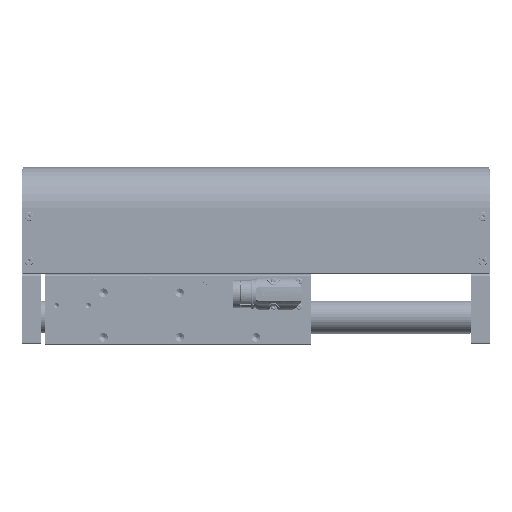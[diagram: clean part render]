
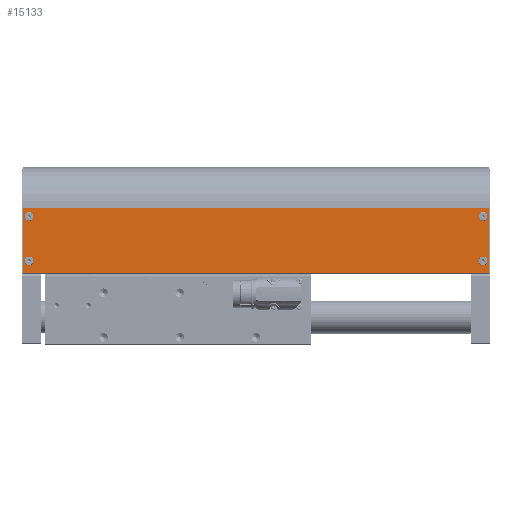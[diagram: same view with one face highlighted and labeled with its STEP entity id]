
A CAD part, top view. The second image highlights one B-rep face of the part: STEP entity #15133.
In plain terms, the highlighted face is planar.
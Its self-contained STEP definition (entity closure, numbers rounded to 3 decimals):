
#3253 = CARTESIAN_POINT ( 'NONE',  ( -32., -7., 7.4 ) ) ;
#6664 = ORIENTED_EDGE ( 'NONE', *, *, #11523, .F. ) ;
#6992 = VERTEX_POINT ( 'NONE', #34183 ) ;
#8903 = VERTEX_POINT ( 'NONE', #54114 ) ;
#9140 = ORIENTED_EDGE ( 'NONE', *, *, #75290, .T. ) ;
#9332 = DIRECTION ( 'NONE',  ( 0., 0., 1. ) ) ;
#9630 = CARTESIAN_POINT ( 'NONE',  ( -32., -7., 5. ) ) ;
#11523 = EDGE_CURVE ( 'NONE', #57040, #57040, #67124, .T. ) ;
#12142 = ORIENTED_EDGE ( 'NONE', *, *, #63266, .T. ) ;
#15059 = AXIS2_PLACEMENT_3D ( 'NONE', #73363, #29004, #42761 ) ;
#15133 = ADVANCED_FACE ( 'NONE', ( #52472, #21500, #41042, #46332, #77753 ), #65934, .F. ) ;
#15236 = ORIENTED_EDGE ( 'NONE', *, *, #24526, .F. ) ;
#15598 = EDGE_LOOP ( 'NONE', ( #6664 ) ) ;
#16319 = CARTESIAN_POINT ( 'NONE',  ( -32., 0., 367. ) ) ;
#16332 = VECTOR ( 'NONE', #44467, 1000. ) ;
#16886 = CIRCLE ( 'NONE', #39017, 2.4 ) ;
#18765 = CARTESIAN_POINT ( 'NONE',  ( -32., -42., 364.4 ) ) ;
#18850 = EDGE_CURVE ( 'NONE', #41640, #41640, #16886, .T. ) ;
#19631 = CARTESIAN_POINT ( 'NONE',  ( -32., 0., 0. ) ) ;
#20209 = EDGE_LOOP ( 'NONE', ( #43113 ) ) ;
#21500 = FACE_BOUND ( 'NONE', #15598, .T. ) ;
#22850 = DIRECTION ( 'NONE',  ( 0., 0., -1. ) ) ;
#23373 = DIRECTION ( 'NONE',  ( 0., 0., 1. ) ) ;
#24526 = EDGE_CURVE ( 'NONE', #52580, #52580, #79970, .T. ) ;
#24981 = CARTESIAN_POINT ( 'NONE',  ( -32., 0., 367. ) ) ;
#26507 = CARTESIAN_POINT ( 'NONE',  ( -32., -42., 7.4 ) ) ;
#28975 = EDGE_LOOP ( 'NONE', ( #15236 ) ) ;
#29004 = DIRECTION ( 'NONE',  ( -1., 0., 0. ) ) ;
#30331 = LINE ( 'NONE', #24981, #78274 ) ;
#33558 = ORIENTED_EDGE ( 'NONE', *, *, #55409, .F. ) ;
#33770 = ORIENTED_EDGE ( 'NONE', *, *, #44269, .T. ) ;
#34183 = CARTESIAN_POINT ( 'NONE',  ( -32., 0., 367. ) ) ;
#35520 = DIRECTION ( 'NONE',  ( 1., 0., 0. ) ) ;
#36396 = CARTESIAN_POINT ( 'NONE',  ( -32., -7., 364.4 ) ) ;
#36434 = DIRECTION ( 'NONE',  ( 0., -1., 0. ) ) ;
#39017 = AXIS2_PLACEMENT_3D ( 'NONE', #47376, #73863, #23373 ) ;
#39497 = DIRECTION ( 'NONE',  ( -1., 0., 0. ) ) ;
#40197 = DIRECTION ( 'NONE',  ( -1., 0., 0. ) ) ;
#40312 = CARTESIAN_POINT ( 'NONE',  ( -32., -42., 5. ) ) ;
#41042 = FACE_BOUND ( 'NONE', #20209, .T. ) ;
#41640 = VERTEX_POINT ( 'NONE', #36396 ) ;
#42754 = VECTOR ( 'NONE', #43642, 1000. ) ;
#42761 = DIRECTION ( 'NONE',  ( 0., 0., 1. ) ) ;
#43113 = ORIENTED_EDGE ( 'NONE', *, *, #18850, .F. ) ;
#43642 = DIRECTION ( 'NONE',  ( 0., 0., 1. ) ) ;
#44269 = EDGE_CURVE ( 'NONE', #55062, #8903, #55906, .T. ) ;
#44402 = VERTEX_POINT ( 'NONE', #51783 ) ;
#44467 = DIRECTION ( 'NONE',  ( 0., -1., 0. ) ) ;
#44937 = AXIS2_PLACEMENT_3D ( 'NONE', #64806, #35520, #78676 ) ;
#46332 = FACE_BOUND ( 'NONE', #60870, .T. ) ;
#47376 = CARTESIAN_POINT ( 'NONE',  ( -32., -7., 362. ) ) ;
#48027 = VECTOR ( 'NONE', #22850, 1000. ) ;
#49768 = CARTESIAN_POINT ( 'NONE',  ( -32., -51.5, 367. ) ) ;
#51783 = CARTESIAN_POINT ( 'NONE',  ( -32., -51.5, 367. ) ) ;
#52003 = DIRECTION ( 'NONE',  ( 0., 0., 1. ) ) ;
#52472 = FACE_OUTER_BOUND ( 'NONE', #61637, .T. ) ;
#52580 = VERTEX_POINT ( 'NONE', #3253 ) ;
#52950 = EDGE_CURVE ( 'NONE', #6992, #44402, #30331, .T. ) ;
#54114 = CARTESIAN_POINT ( 'NONE',  ( -32., -51.5, 0. ) ) ;
#54602 = LINE ( 'NONE', #16319, #48027 ) ;
#55062 = VERTEX_POINT ( 'NONE', #73880 ) ;
#55409 = EDGE_CURVE ( 'NONE', #63580, #63580, #74703, .T. ) ;
#55906 = LINE ( 'NONE', #19631, #16332 ) ;
#57040 = VERTEX_POINT ( 'NONE', #18765 ) ;
#60870 = EDGE_LOOP ( 'NONE', ( #33558 ) ) ;
#61637 = EDGE_LOOP ( 'NONE', ( #33770, #9140, #68353, #12142 ) ) ;
#61732 = AXIS2_PLACEMENT_3D ( 'NONE', #40312, #39497, #9332 ) ;
#63266 = EDGE_CURVE ( 'NONE', #6992, #55062, #54602, .T. ) ;
#63580 = VERTEX_POINT ( 'NONE', #26507 ) ;
#64806 = CARTESIAN_POINT ( 'NONE',  ( -32., 0., 367. ) ) ;
#65934 = PLANE ( 'NONE',  #44937 ) ;
#67124 = CIRCLE ( 'NONE', #15059, 2.4 ) ;
#68353 = ORIENTED_EDGE ( 'NONE', *, *, #52950, .F. ) ;
#73363 = CARTESIAN_POINT ( 'NONE',  ( -32., -42., 362. ) ) ;
#73863 = DIRECTION ( 'NONE',  ( -1., 0., 0. ) ) ;
#73880 = CARTESIAN_POINT ( 'NONE',  ( -32., 0., 0. ) ) ;
#74703 = CIRCLE ( 'NONE', #61732, 2.4 ) ;
#75290 = EDGE_CURVE ( 'NONE', #8903, #44402, #75420, .T. ) ;
#75420 = LINE ( 'NONE', #49768, #42754 ) ;
#77753 = FACE_BOUND ( 'NONE', #28975, .T. ) ;
#78274 = VECTOR ( 'NONE', #36434, 1000. ) ;
#78676 = DIRECTION ( 'NONE',  ( 0., 1., 0. ) ) ;
#78695 = AXIS2_PLACEMENT_3D ( 'NONE', #9630, #40197, #52003 ) ;
#79970 = CIRCLE ( 'NONE', #78695, 2.4 ) ;
